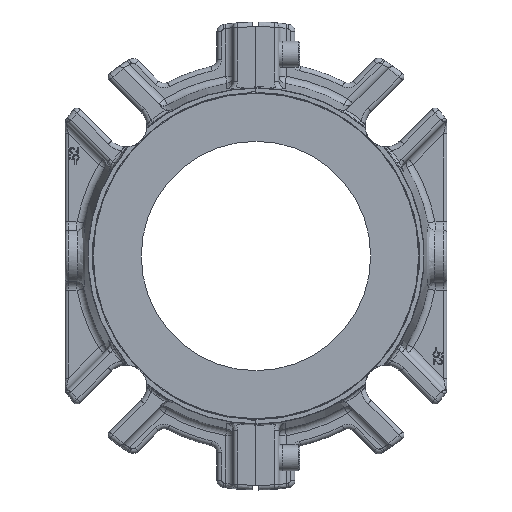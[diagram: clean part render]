
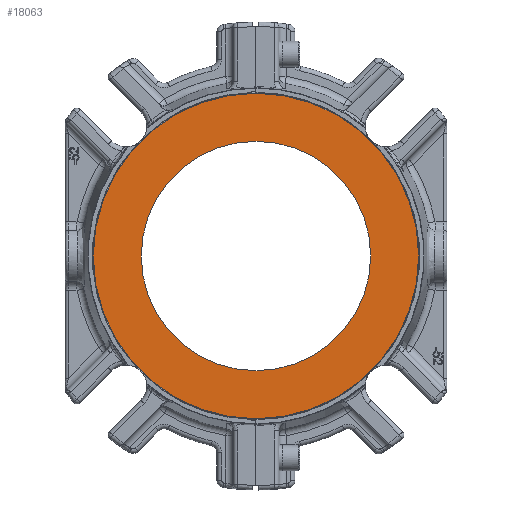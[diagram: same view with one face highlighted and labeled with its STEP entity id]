
A CAD part, front view. The second image highlights one B-rep face of the part: STEP entity #18063.
In plain terms, the highlighted planar face has unit normal (0, -1, 0).
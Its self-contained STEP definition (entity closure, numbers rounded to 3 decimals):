
#2050=CIRCLE('',#20124,112.6);
#2051=CIRCLE('',#20126,79.375);
#8277=ORIENTED_EDGE('',*,*,#11030,.T.);
#8278=ORIENTED_EDGE('',*,*,#11029,.F.);
#11029=EDGE_CURVE('',#12708,#12708,#2050,.T.);
#11030=EDGE_CURVE('',#12709,#12709,#2051,.F.);
#12708=VERTEX_POINT('',#37466);
#12709=VERTEX_POINT('',#37469);
#15517=EDGE_LOOP('',(#8277));
#15518=EDGE_LOOP('',(#8278));
#16703=FACE_BOUND('',#15517,.T.);
#16704=FACE_BOUND('',#15518,.T.);
#16966=PLANE('',#20125);
#18063=ADVANCED_FACE('',(#16703,#16704),#16966,.T.);
#20124=AXIS2_PLACEMENT_3D('',#37465,#25028,#25029);
#20125=AXIS2_PLACEMENT_3D('',#37467,#25030,#25031);
#20126=AXIS2_PLACEMENT_3D('',#37468,#25032,#25033);
#25028=DIRECTION('',(0.,1.,0.));
#25029=DIRECTION('',(0.,0.,1.));
#25030=DIRECTION('',(0.,-1.,0.));
#25031=DIRECTION('',(0.,0.,-1.));
#25032=DIRECTION('',(0.,-1.,0.));
#25033=DIRECTION('',(1.,0.,0.));
#37465=CARTESIAN_POINT('',(0.,-3.523,0.));
#37466=CARTESIAN_POINT('',(0.,-3.523,112.6));
#37467=CARTESIAN_POINT('',(0.,-3.523,-112.6));
#37468=CARTESIAN_POINT('',(0.,-3.523,0.));
#37469=CARTESIAN_POINT('',(79.375,-3.523,0.));
